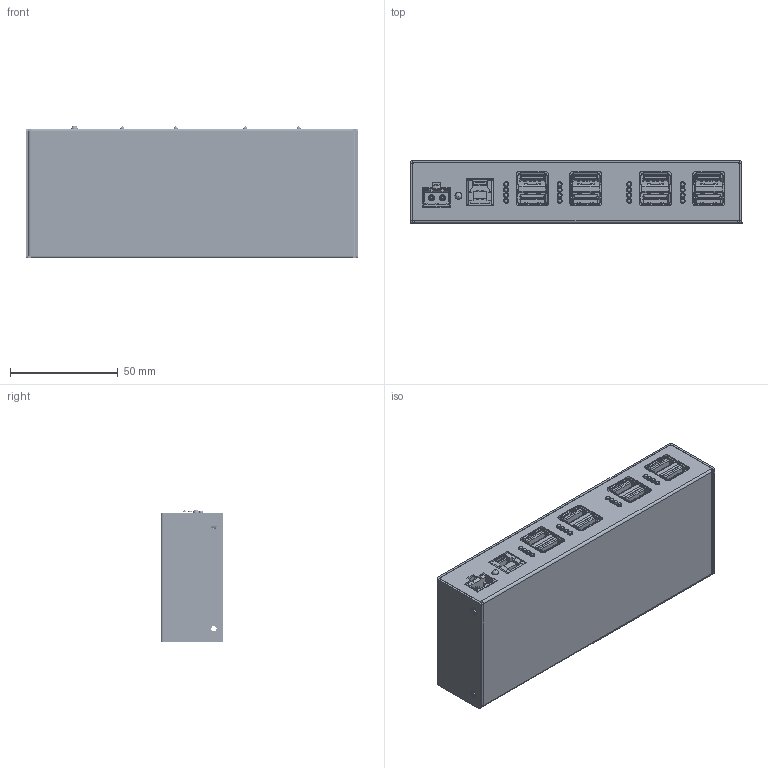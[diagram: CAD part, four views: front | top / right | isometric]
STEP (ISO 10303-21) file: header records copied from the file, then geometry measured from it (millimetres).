
FILE_DESCRIPTION(/* description */ (''),/* implementation_level */ '2;1');
FILE_NAME(/* name */ 'CG-7XUH1P - Assembly v2.step',/* time_stamp */ '2019-11-27T11:13:27-05:00',/* author */ (''),/* organization */ (''),/* preprocessor_version */ 'ST-DEVELOPER v18',/* originating_system */ 'Autodesk Translation Framework v8.12.0.6',/* authorisation */ '');
FILE_SCHEMA (('AUTOMOTIVE_DESIGN { 1 0 10303 214 3 1 1 }'));
Products named in the file (56): CG-7XUH1P - Assembly; 35204-7port-bottom; CG-3520-7X1.5A - Board - Public; Board; D1; User_Library-Led_3mm_Dialight_mod__551-1107F; JP2; JP1; 65777; 65777 (1); 65777 (2); J5; 484060003; J4; 484060003_1; J3; 484060003_2; J2; 484060003_3; Open CASCADE STEP translator 6.8 15.10.1; Open CASCADE STEP translator 6.8 15.10.1 (1); U11; 6500121472; LP3; LP-3V0F_(1); LP4; LP-3V0F_(1)_1; LP2; LP-3V0F_(1)_2; LP1; LP-3V0F_(1)_3; LPH-3V0B; LP-3V0; L15; 7443550x; Boden; Boden (1); Deckel; C123; 6.3x5.5x2 ...
Assembly tree (71 placements, depth 5):
  CG-7XUH1P - Assembly
    35204-7port-bottom
    CG-3520-7X1.5A - Board - Public
      Board
      D1
        User_Library-Led_3mm_Dialight_mod__551-1107F
      JP2
        65777
        65777 (1)
        65777 (2)
      JP1
        65777
        65777 (1)
        65777 (2)
      J5
        484060003
          Open CASCADE STEP translator 6.8 15.10.1
          Open CASCADE STEP translator 6.8 15.10.1 (1)
      J4
        484060003_1
          Open CASCADE STEP translator 6.8 15.10.1
          Open CASCADE STEP translator 6.8 15.10.1 (1)
      J3
        484060003_2
          Open CASCADE STEP translator 6.8 15.10.1
          Open CASCADE STEP translator 6.8 15.10.1 (1)
      J2
        484060003_3
          Open CASCADE STEP translator 6.8 15.10.1
          Open CASCADE STEP translator 6.8 15.10.1 (1)
      U11
        6500121472
          Extruded (4)
      LP3
        LP-3V0F_(1)
          LPH-3V0B
          LP-3V0
      LP4
        LP-3V0F_(1)_1
          LPH-3V0B
          LP-3V0
      LP2
        LP-3V0F_(1)_2
          LPH-3V0B
          LP-3V0
      LP1
        LP-3V0F_(1)_3
          LPH-3V0B
          LP-3V0
      L15
        7443550x
          Boden
          Boden (1)
          Deckel
      C123
        6.3x5.5x2
          capicitor_6.3x5.5x2
          6_3Capacitor
      C115
        8x10.5x3
Bounding box: 154 x 29 x 61.49 mm (x, y, z)
Volume: 56205.5 mm3; surface area: 97418.4 mm2
Topology: 35 solids, 35 shells, 6508 faces, 18597 edges, 12326 vertices
Faces by surface type: plane 4536, cylinder 1618, bspline 276, cone 39, sphere 25, torus 14
Full cylindrical faces by diameter (mm): 0.6 x40, 0.7 x77, 0.787 x1, 0.9 x2, 0.913 x1, 1 x19, 1.1 x2, 1.16 x1, 1.2 x2, 1.4 x2, 1.5 x8, 1.544 x1, 1.669 x1, 1.96 x1, 2.12 x1, 2.3 x18, 2.35 x16, 2.459 x9, 2.89 x1, 2.92 x1, 3 x4, 3.08 x1, 3.2 x1, 3.5 x5, 3.812 x1, 3.938 x1, 4.41 x1, 5 x5, 5.2 x1, 5.24 x2
Entity records: 104967 total; most frequent: CARTESIAN_POINT 24424, ORIENTED_EDGE 16600, DIRECTION 15664, EDGE_CURVE 8300, LINE 5978, VECTOR 5978, VERTEX_POINT 5596, AXIS2_PLACEMENT_3D 4843
